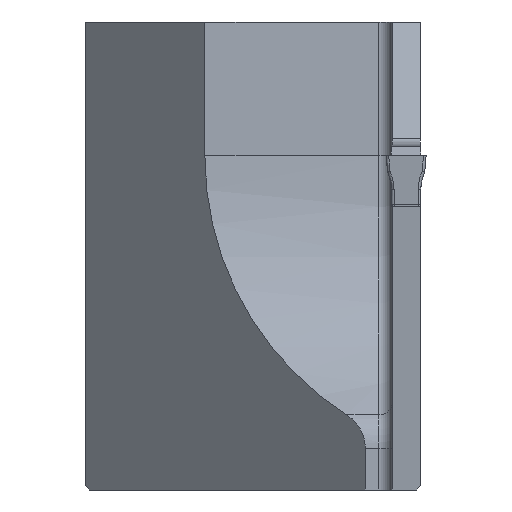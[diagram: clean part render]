
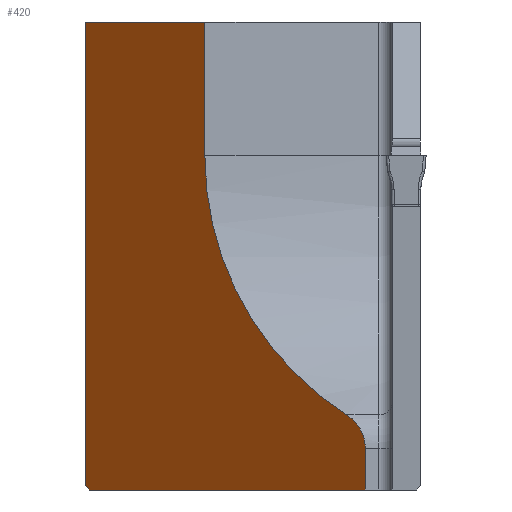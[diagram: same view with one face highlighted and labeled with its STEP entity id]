
A CAD part, left-side view. The second image highlights one B-rep face of the part: STEP entity #420.
In plain terms, the highlighted planar face has unit normal (-0.707, 0.707, 0).
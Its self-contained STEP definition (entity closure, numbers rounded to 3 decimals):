
#353=ELLIPSE('',#1684,4.243,3.);
#354=ELLIPSE('',#1687,32.527,23.);
#420=ADVANCED_FACE('',(#544),#490,.F.);
#490=PLANE('',#1699);
#544=FACE_OUTER_BOUND('',#620,.T.);
#620=EDGE_LOOP('',(#829,#830,#831,#832,#833,#834,#835,#836));
#829=ORIENTED_EDGE('',*,*,#1287,.F.);
#830=ORIENTED_EDGE('',*,*,#1223,.F.);
#831=ORIENTED_EDGE('',*,*,#1235,.F.);
#832=ORIENTED_EDGE('',*,*,#1240,.F.);
#833=ORIENTED_EDGE('',*,*,#1260,.F.);
#834=ORIENTED_EDGE('',*,*,#1289,.F.);
#835=ORIENTED_EDGE('',*,*,#1281,.F.);
#836=ORIENTED_EDGE('',*,*,#1285,.F.);
#1097=VERTEX_POINT('',#2211);
#1098=VERTEX_POINT('',#2213);
#1109=VERTEX_POINT('',#2237);
#1111=VERTEX_POINT('',#2246);
#1127=VERTEX_POINT('',#2285);
#1134=VERTEX_POINT('',#2326);
#1135=VERTEX_POINT('',#2328);
#1138=VERTEX_POINT('',#2335);
#1223=EDGE_CURVE('',#1097,#1098,#1417,.T.);
#1235=EDGE_CURVE('',#1109,#1097,#1427,.T.);
#1240=EDGE_CURVE('',#1111,#1109,#1432,.T.);
#1260=EDGE_CURVE('',#1127,#1111,#1449,.T.);
#1281=EDGE_CURVE('',#1134,#1135,#353,.T.);
#1285=EDGE_CURVE('',#1138,#1134,#354,.T.);
#1287=EDGE_CURVE('',#1098,#1138,#1470,.T.);
#1289=EDGE_CURVE('',#1135,#1127,#1472,.T.);
#1417=LINE('',#2212,#1541);
#1427=LINE('',#2238,#1551);
#1432=LINE('',#2248,#1556);
#1449=LINE('',#2286,#1573);
#1470=LINE('',#2339,#1594);
#1472=LINE('',#2342,#1596);
#1541=VECTOR('',#1809,1.);
#1551=VECTOR('',#1827,1.);
#1556=VECTOR('',#1836,1.);
#1573=VECTOR('',#1865,1.);
#1594=VECTOR('',#1928,1.);
#1596=VECTOR('',#1932,1.);
#1684=AXIS2_PLACEMENT_3D('',#2327,#1914,#1915);
#1687=AXIS2_PLACEMENT_3D('',#2336,#1922,#1923);
#1699=AXIS2_PLACEMENT_3D('',#2352,#1950,#1951);
#1809=DIRECTION('',(-0.707,-0.707,0.));
#1827=DIRECTION('',(0.,0.,1.));
#1836=DIRECTION('',(0.577,0.577,0.577));
#1865=DIRECTION('',(0.707,0.707,0.));
#1914=DIRECTION('',(0.707,-0.707,0.));
#1915=DIRECTION('',(-0.707,-0.707,0.));
#1922=DIRECTION('',(-0.707,0.707,0.));
#1923=DIRECTION('',(-0.707,-0.707,0.));
#1928=DIRECTION('',(0.,0.,-1.));
#1932=DIRECTION('',(0.,0.,-1.));
#1950=DIRECTION('',(0.707,-0.707,0.));
#1951=DIRECTION('',(0.707,0.707,0.));
#2211=CARTESIAN_POINT('',(31.9,0.,10.));
#2212=CARTESIAN_POINT('',(11.,-20.9,10.));
#2213=CARTESIAN_POINT('',(23.,-8.9,10.));
#2237=CARTESIAN_POINT('',(31.9,0.,-24.7));
#2238=CARTESIAN_POINT('',(31.9,0.,-30.));
#2246=CARTESIAN_POINT('',(31.6,-0.3,-25.));
#2248=CARTESIAN_POINT('',(16.2,-15.7,-40.4));
#2285=CARTESIAN_POINT('',(11.,-20.9,-25.));
#2286=CARTESIAN_POINT('',(11.,-20.9,-25.));
#2326=CARTESIAN_POINT('',(12.385,-19.515,-19.381));
#2327=CARTESIAN_POINT('',(14.,-17.9,-21.909));
#2328=CARTESIAN_POINT('',(11.,-20.9,-21.909));
#2335=CARTESIAN_POINT('',(23.,-8.9,0.));
#2336=CARTESIAN_POINT('',(0.,-31.9,0.));
#2339=CARTESIAN_POINT('',(23.,-8.9,-30.));
#2342=CARTESIAN_POINT('',(11.,-20.9,-30.));
#2352=CARTESIAN_POINT('',(11.,-20.9,-30.));
